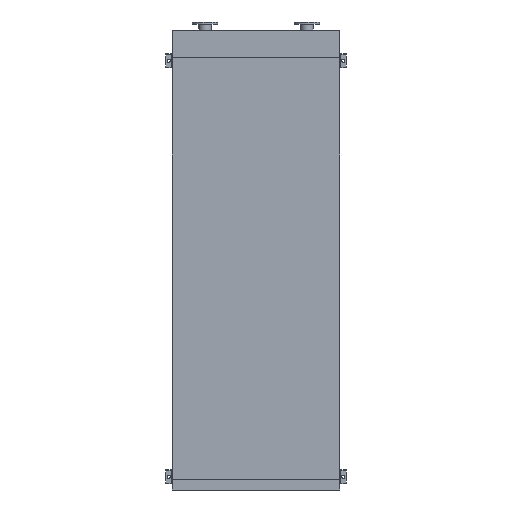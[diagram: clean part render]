
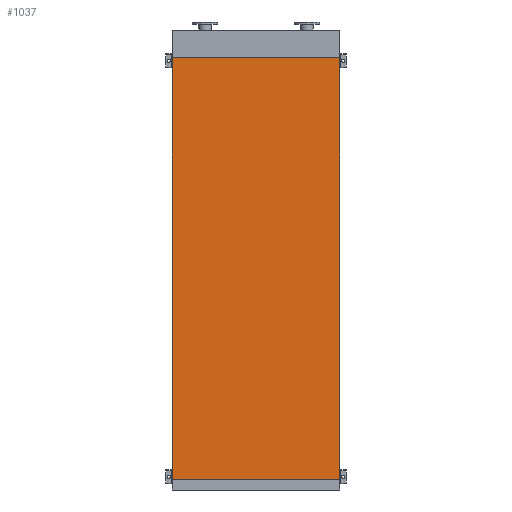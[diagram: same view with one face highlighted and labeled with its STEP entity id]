
A CAD part, front view. The second image highlights one B-rep face of the part: STEP entity #1037.
In plain terms, the highlighted planar face has unit normal (0, -1, 0).
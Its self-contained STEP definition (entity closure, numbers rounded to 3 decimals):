
#405 = DIRECTION ( 'NONE',  ( 1., 0., 0. ) ) ;
#871 = VERTEX_POINT ( 'NONE', #16690 ) ;
#1037 = ADVANCED_FACE ( 'NONE', ( #7670 ), #18464, .T. ) ;
#1089 = VERTEX_POINT ( 'NONE', #13392 ) ;
#1660 = DIRECTION ( 'NONE',  ( 0., 0., -1. ) ) ;
#1909 = VECTOR ( 'NONE', #405, 1000. ) ;
#2444 = EDGE_LOOP ( 'NONE', ( #3226, #18130, #3688, #11905 ) ) ;
#3059 = VECTOR ( 'NONE', #14045, 1000. ) ;
#3226 = ORIENTED_EDGE ( 'NONE', *, *, #13578, .F. ) ;
#3688 = ORIENTED_EDGE ( 'NONE', *, *, #13826, .T. ) ;
#3962 = CARTESIAN_POINT ( 'NONE',  ( -725., 0., -3650. ) ) ;
#4075 = LINE ( 'NONE', #14901, #7453 ) ;
#4569 = CARTESIAN_POINT ( 'NONE',  ( -725., 0., -3650. ) ) ;
#4950 = DIRECTION ( 'NONE',  ( 0., 0., 1. ) ) ;
#6967 = VECTOR ( 'NONE', #11592, 1000. ) ;
#7158 = CARTESIAN_POINT ( 'NONE',  ( 725., 0., -3650. ) ) ;
#7367 = LINE ( 'NONE', #3962, #3059 ) ;
#7453 = VECTOR ( 'NONE', #4950, 1000. ) ;
#7670 = FACE_OUTER_BOUND ( 'NONE', #2444, .T. ) ;
#8771 = VERTEX_POINT ( 'NONE', #8808 ) ;
#8808 = CARTESIAN_POINT ( 'NONE',  ( -725., 0., 0. ) ) ;
#9513 = EDGE_CURVE ( 'NONE', #871, #8771, #4075, .T. ) ;
#10460 = DIRECTION ( 'NONE',  ( 0., -1., 0. ) ) ;
#10752 = CARTESIAN_POINT ( 'NONE',  ( -725., 0., 0. ) ) ;
#10906 = LINE ( 'NONE', #7158, #6967 ) ;
#11024 = EDGE_CURVE ( 'NONE', #13311, #1089, #10906, .T. ) ;
#11592 = DIRECTION ( 'NONE',  ( 0., 0., 1. ) ) ;
#11905 = ORIENTED_EDGE ( 'NONE', *, *, #11024, .T. ) ;
#13311 = VERTEX_POINT ( 'NONE', #17035 ) ;
#13392 = CARTESIAN_POINT ( 'NONE',  ( 725., 0., 0. ) ) ;
#13578 = EDGE_CURVE ( 'NONE', #8771, #1089, #14351, .T. ) ;
#13826 = EDGE_CURVE ( 'NONE', #871, #13311, #7367, .T. ) ;
#14045 = DIRECTION ( 'NONE',  ( 1., 0., 0. ) ) ;
#14351 = LINE ( 'NONE', #10752, #1909 ) ;
#14901 = CARTESIAN_POINT ( 'NONE',  ( -725., 0., -3650. ) ) ;
#16300 = AXIS2_PLACEMENT_3D ( 'NONE', #4569, #10460, #1660 ) ;
#16690 = CARTESIAN_POINT ( 'NONE',  ( -725., 0., -3650. ) ) ;
#17035 = CARTESIAN_POINT ( 'NONE',  ( 725., 0., -3650. ) ) ;
#18130 = ORIENTED_EDGE ( 'NONE', *, *, #9513, .F. ) ;
#18464 = PLANE ( 'NONE',  #16300 ) ;
